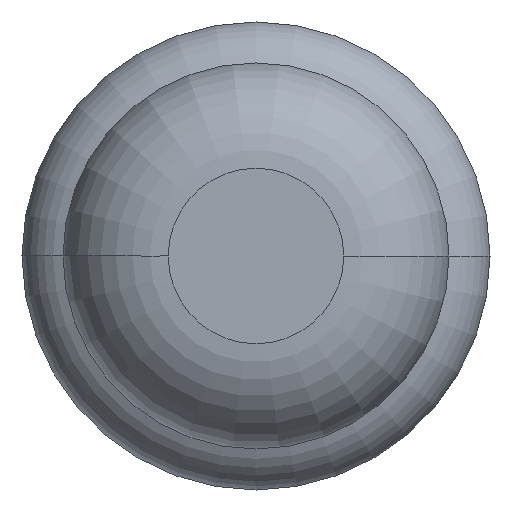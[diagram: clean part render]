
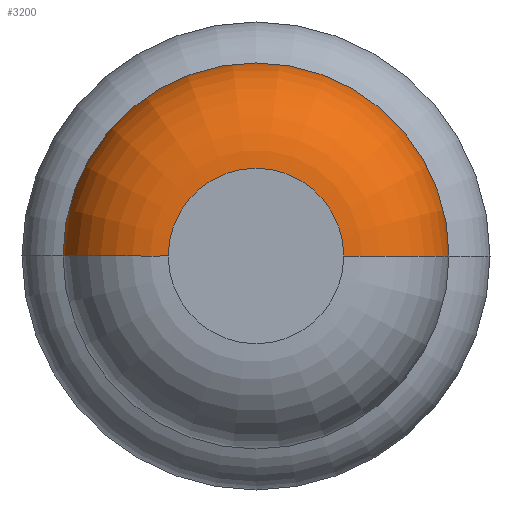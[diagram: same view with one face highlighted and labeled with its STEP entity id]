
A CAD part, front view. The second image highlights one B-rep face of the part: STEP entity #3200.
In plain terms, the highlighted toroidal (fillet/blend) face has major radius 0.375 mm and minor radius 0.45 mm.
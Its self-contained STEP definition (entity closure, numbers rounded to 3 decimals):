
#54 = ORIENTED_EDGE ( 'NONE', *, *, #914, .T. ) ;
#184 = DIRECTION ( 'NONE',  ( -1., 0., 0. ) ) ;
#205 = ORIENTED_EDGE ( 'NONE', *, *, #976, .T. ) ;
#208 = VERTEX_POINT ( 'NONE', #2891 ) ;
#231 = DIRECTION ( 'NONE',  ( 0., 0., -1. ) ) ;
#544 = ORIENTED_EDGE ( 'NONE', *, *, #3918, .F. ) ;
#857 = CARTESIAN_POINT ( 'NONE',  ( -0.825, -31.55, 0. ) ) ;
#885 = AXIS2_PLACEMENT_3D ( 'NONE', #3913, #3035, #3023 ) ;
#914 = EDGE_CURVE ( 'Defeature ausgef�hrt1_8+Defeature ausgef�hrt1_9+Defeature ausgef�hrt1_9+Defeature ausgef�hrt1_9', #208, #1596, #3062, .T. ) ;
#976 = EDGE_CURVE ( 'NONE', #1596, #3780, #2049, .T. ) ;
#1160 = FACE_OUTER_BOUND ( 'NONE', #3799, .T. ) ;
#1309 = ORIENTED_EDGE ( 'NONE', *, *, #3884, .F. ) ;
#1317 = AXIS2_PLACEMENT_3D ( 'NONE', #3057, #2737, #1830 ) ;
#1397 = CIRCLE ( 'NONE', #2656, 0.45 ) ;
#1502 = CARTESIAN_POINT ( 'NONE',  ( 0.375, -31.55, 0. ) ) ;
#1532 = AXIS2_PLACEMENT_3D ( 'NONE', #2461, #2788, #2766 ) ;
#1596 = VERTEX_POINT ( 'NONE', #857 ) ;
#1606 = TOROIDAL_SURFACE ( 'NONE', #1317, 0.375, 0.45 ) ;
#1663 = VERTEX_POINT ( 'NONE', #2428 ) ;
#1830 = DIRECTION ( 'NONE',  ( 1., 0., 0. ) ) ;
#2049 = CIRCLE ( 'NONE', #1532, 0.45 ) ;
#2152 = AXIS2_PLACEMENT_3D ( 'NONE', #2401, #3021, #3972 ) ;
#2401 = CARTESIAN_POINT ( 'NONE',  ( 0., -32., 0. ) ) ;
#2428 = CARTESIAN_POINT ( 'NONE',  ( 0.375, -32., 0. ) ) ;
#2461 = CARTESIAN_POINT ( 'NONE',  ( -0.375, -31.55, 0. ) ) ;
#2656 = AXIS2_PLACEMENT_3D ( 'NONE', #1502, #231, #184 ) ;
#2737 = DIRECTION ( 'NONE',  ( 0., -1., 0. ) ) ;
#2746 = CIRCLE ( 'NONE', #2152, 0.375 ) ;
#2766 = DIRECTION ( 'NONE',  ( 1., 0., 0. ) ) ;
#2788 = DIRECTION ( 'NONE',  ( 0., 0., 1. ) ) ;
#2891 = CARTESIAN_POINT ( 'NONE',  ( 0.825, -31.55, 0. ) ) ;
#3021 = DIRECTION ( 'NONE',  ( 0., -1., 0. ) ) ;
#3023 = DIRECTION ( 'NONE',  ( 1., 0., 0. ) ) ;
#3035 = DIRECTION ( 'NONE',  ( 0., -1., 0. ) ) ;
#3057 = CARTESIAN_POINT ( 'NONE',  ( 0., -31.55, 0. ) ) ;
#3062 = CIRCLE ( 'NONE', #885, 0.825 ) ;
#3200 = ADVANCED_FACE ( 'Defeature ausgef�hrt1_8', ( #1160 ), #1606, .T. ) ;
#3573 = CARTESIAN_POINT ( 'NONE',  ( -0.375, -32., 0. ) ) ;
#3780 = VERTEX_POINT ( 'NONE', #3573 ) ;
#3799 = EDGE_LOOP ( 'NONE', ( #54, #205, #1309, #544 ) ) ;
#3884 = EDGE_CURVE ( 'Defeature ausgef�hrt1_7+Defeature ausgef�hrt1_8+Defeature ausgef�hrt1_8+Defeature ausgef�hrt1_8', #1663, #3780, #2746, .T. ) ;
#3913 = CARTESIAN_POINT ( 'NONE',  ( 0., -31.55, 0. ) ) ;
#3918 = EDGE_CURVE ( 'NONE', #208, #1663, #1397, .T. ) ;
#3972 = DIRECTION ( 'NONE',  ( 1., 0., 0. ) ) ;
